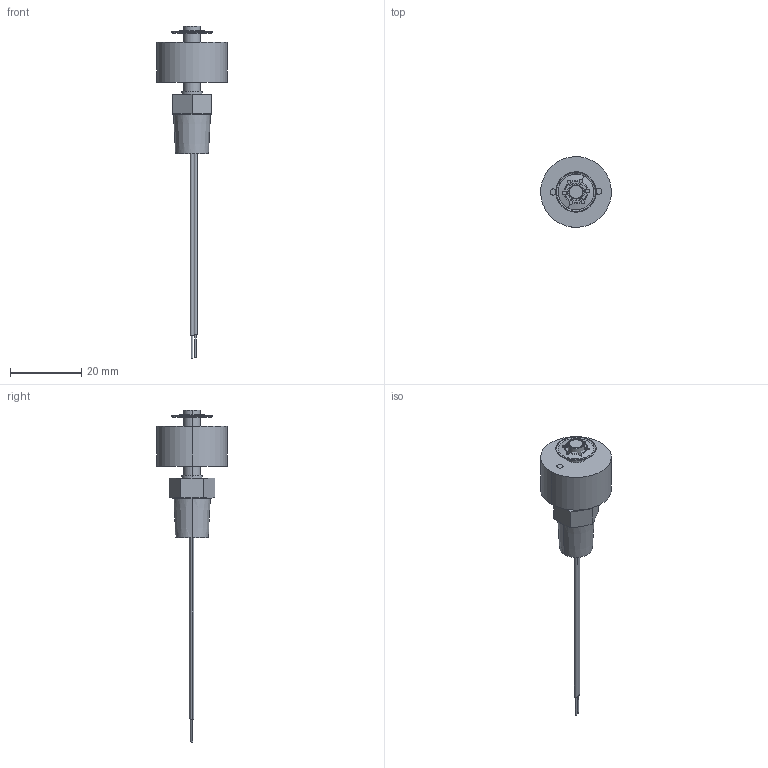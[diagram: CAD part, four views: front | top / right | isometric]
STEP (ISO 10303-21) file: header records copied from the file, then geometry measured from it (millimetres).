
FILE_DESCRIPTION (( 'STEP AP214' ), '1' );
FILE_NAME ('ADM4035 nc fxt.STEP', '2022-02-02T23:35:33', ( '' ), ( '' ), 'SwSTEP 2.0', 'SolidWorks 2017', '' );
FILE_SCHEMA (( 'AUTOMOTIVE_DESIGN' ));
Length unit declared in the file: inch
Products named in the file (1): ADM4035 nc fxt
Bounding box: 19.81 x 19.81 x 92.91 mm (x, y, z)
Volume: 4589.9 mm3; surface area: 3904.9 mm2
Topology: 11 solids, 11 shells, 139 faces, 336 edges, 223 vertices
Faces by surface type: cylinder 51, plane 50, bspline 22, cone 16
Entity records: 4952 total; most frequent: CARTESIAN_POINT 1695, ORIENTED_EDGE 672, DIRECTION 597, EDGE_CURVE 336, AXIS2_PLACEMENT_3D 250, VERTEX_POINT 223, EDGE_LOOP 151, ADVANCED_FACE 139
